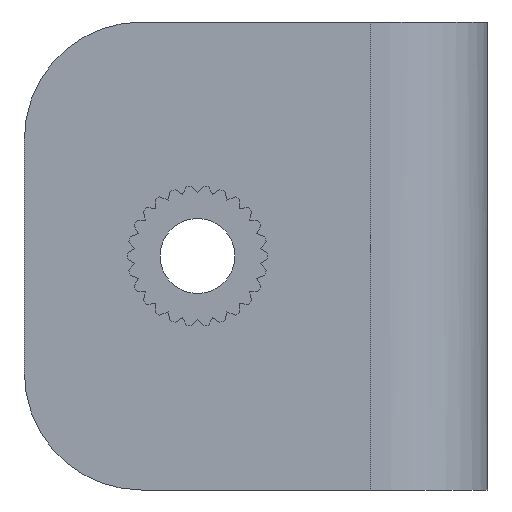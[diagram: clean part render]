
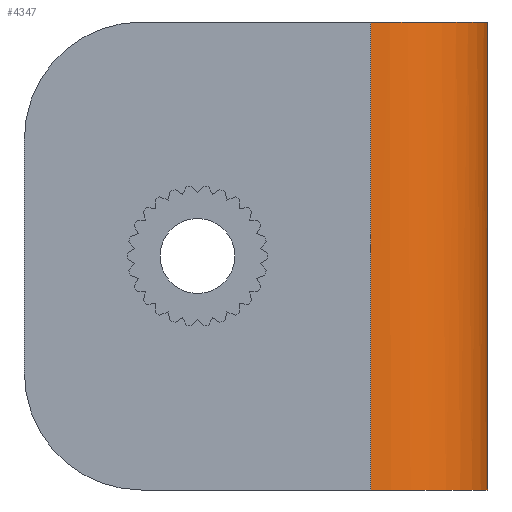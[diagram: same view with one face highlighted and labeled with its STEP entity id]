
A CAD part, left-side view. The second image highlights one B-rep face of the part: STEP entity #4347.
In plain terms, the highlighted cylindrical face has radius 5 mm (diameter 10 mm), a partial arc.
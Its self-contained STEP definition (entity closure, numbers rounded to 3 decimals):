
#1170=CARTESIAN_POINT('Vertex',(-30.,0.,19.976)) ;
#1173=CARTESIAN_POINT('Line Origine',(-30.,0.,9.988)) ;
#1177=CARTESIAN_POINT('Vertex',(-30.,0.,0.)) ;
#1423=CARTESIAN_POINT('Vertex',(-35.,5.,20.)) ;
#1426=CARTESIAN_POINT('Axis2P3D Location',(-30.,5.,20.)) ;
#1430=CARTESIAN_POINT('Vertex',(-30.492,0.024,20.)) ;
#1484=CARTESIAN_POINT('Control Point',(-30.492,0.024,20.)) ;
#1485=CARTESIAN_POINT('Control Point',(-30.328,0.008,20.)) ;
#1486=CARTESIAN_POINT('Control Point',(-30.164,0.,19.992)) ;
#1487=CARTESIAN_POINT('Control Point',(-30.,0.,19.976)) ;
#1736=CARTESIAN_POINT('Vertex',(-35.,5.,0.)) ;
#1739=CARTESIAN_POINT('Line Origine',(-35.,5.,10.)) ;
#4330=CARTESIAN_POINT('Axis2P3D Location',(-30.,5.,10.)) ;
#4335=CARTESIAN_POINT('Axis2P3D Location',(-30.,5.,0.)) ;
#1175=VECTOR('Line Direction',#1174,1.) ;
#1741=VECTOR('Line Direction',#1740,1.) ;
#1174=DIRECTION('Vector Direction',(0.,0.,1.)) ;
#1427=DIRECTION('Axis2P3D Direction',(0.,0.,1.)) ;
#1740=DIRECTION('Vector Direction',(0.,0.,1.)) ;
#4331=DIRECTION('Axis2P3D Direction',(0.,0.,1.)) ;
#4332=DIRECTION('Axis2P3D XDirection',(-1.,0.,-0.)) ;
#4336=DIRECTION('Axis2P3D Direction',(0.,0.,1.)) ;
#1428=AXIS2_PLACEMENT_3D('Circle Axis2P3D',#1426,#1427,$) ;
#4333=AXIS2_PLACEMENT_3D('Cylinder Axis2P3D',#4330,#4331,#4332) ;
#4337=AXIS2_PLACEMENT_3D('Circle Axis2P3D',#4335,#4336,$) ;
#1176=LINE('Line',#1173,#1175) ;
#1742=LINE('Line',#1739,#1741) ;
#1429=CIRCLE('generated circle',#1428,5.) ;
#4338=CIRCLE('generated circle',#4337,5.) ;
#4334=CYLINDRICAL_SURFACE('generated cylinder',#4333,5.) ;
#1179=EDGE_CURVE('',#1178,#1171,#1176,.T.) ;
#1432=EDGE_CURVE('',#1424,#1431,#1429,.T.) ;
#1488=EDGE_CURVE('',#1431,#1171,#1483,.T.) ;
#1743=EDGE_CURVE('',#1737,#1424,#1742,.T.) ;
#4339=EDGE_CURVE('',#1737,#1178,#4338,.T.) ;
#4341=ORIENTED_EDGE('',*,*,#1432,.F.) ;
#4342=ORIENTED_EDGE('',*,*,#1743,.F.) ;
#4343=ORIENTED_EDGE('',*,*,#4339,.T.) ;
#4344=ORIENTED_EDGE('',*,*,#1179,.T.) ;
#4345=ORIENTED_EDGE('',*,*,#1488,.F.) ;
#4340=EDGE_LOOP('',(#4341,#4342,#4343,#4344,#4345)) ;
#1171=VERTEX_POINT('',#1170) ;
#1178=VERTEX_POINT('',#1177) ;
#1424=VERTEX_POINT('',#1423) ;
#1431=VERTEX_POINT('',#1430) ;
#1737=VERTEX_POINT('',#1736) ;
#4347=ADVANCED_FACE('PartBody',(#4346),#4334,.T.) ;
#1483=B_SPLINE_CURVE_WITH_KNOTS('',3,(#1484,#1485,#1486,#1487),.UNSPECIFIED.,.F.,.U.,(4,4),(0.,0.698),.UNSPECIFIED.) ;
#4346=FACE_OUTER_BOUND('',#4340,.T.) ;
